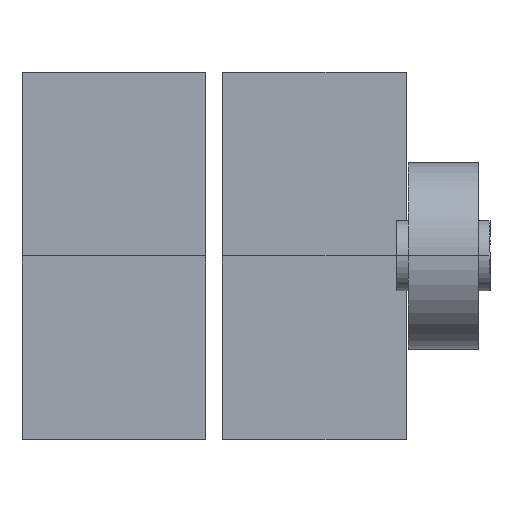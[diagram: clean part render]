
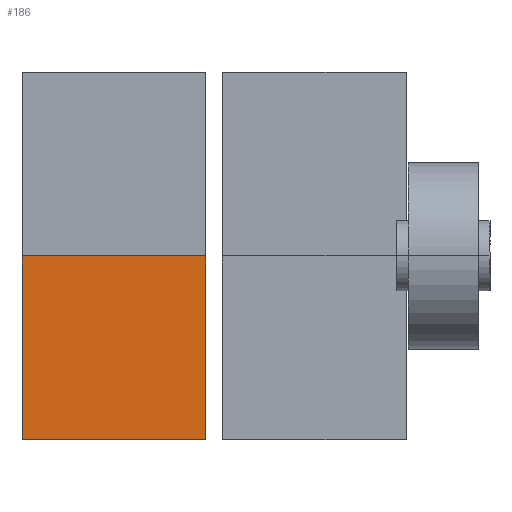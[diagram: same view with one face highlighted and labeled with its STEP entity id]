
A CAD part, top view. The second image highlights one B-rep face of the part: STEP entity #186.
In plain terms, the highlighted free-form (B-spline) face has degree [1, 1] with [2, 2] control points.
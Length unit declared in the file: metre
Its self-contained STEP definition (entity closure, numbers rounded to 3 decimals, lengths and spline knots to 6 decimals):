
#186 = ADVANCED_FACE( '', ( #308 ), #309, .F. );
#308 = FACE_OUTER_BOUND( '', #871, .T. );
#309 = B_SPLINE_SURFACE_WITH_KNOTS( '', 1, 1, ( ( #872, #873 ), ( #874, #875 ) ), .UNSPECIFIED., .F., .F., .F., ( 2, 2 ), ( 2, 2 ), ( 0., 1. ), ( 0., 1. ), .UNSPECIFIED. );
#871 = EDGE_LOOP( '', ( #1138, #1139, #1140, #1141 ) );
#872 = CARTESIAN_POINT( '', ( -0.161105, -0.058725, 0.037038 ) );
#873 = CARTESIAN_POINT( '', ( -0.061105, -0.058725, 0.037038 ) );
#874 = CARTESIAN_POINT( '', ( -0.161105, 0.041275, 0.037038 ) );
#875 = CARTESIAN_POINT( '', ( -0.061105, 0.041275, 0.037038 ) );
#1138 = ORIENTED_EDGE( '', *, *, #1286, .T. );
#1139 = ORIENTED_EDGE( '', *, *, #1288, .T. );
#1140 = ORIENTED_EDGE( '', *, *, #1289, .F. );
#1141 = ORIENTED_EDGE( '', *, *, #1290, .F. );
#1286 = EDGE_CURVE( '', #1481, #1479, #1482, .T. );
#1288 = EDGE_CURVE( '', #1479, #1484, #1485, .T. );
#1289 = EDGE_CURVE( '', #1486, #1484, #1487, .T. );
#1290 = EDGE_CURVE( '', #1481, #1486, #1488, .T. );
#1479 = VERTEX_POINT( '', #2254 );
#1481 = VERTEX_POINT( '', #2257 );
#1482 = B_SPLINE_CURVE_WITH_KNOTS( '', 1, ( #2258, #2259 ), .UNSPECIFIED., .F., .F., ( 2, 2 ), ( 0., 1. ), .UNSPECIFIED. );
#1484 = VERTEX_POINT( '', #2262 );
#1485 = B_SPLINE_CURVE_WITH_KNOTS( '', 1, ( #2263, #2264 ), .UNSPECIFIED., .F., .F., ( 2, 2 ), ( 0., 1. ), .UNSPECIFIED. );
#1486 = VERTEX_POINT( '', #2265 );
#1487 = B_SPLINE_CURVE_WITH_KNOTS( '', 1, ( #2266, #2267 ), .UNSPECIFIED., .F., .F., ( 2, 2 ), ( 0., 1. ), .UNSPECIFIED. );
#1488 = B_SPLINE_CURVE_WITH_KNOTS( '', 1, ( #2268, #2269 ), .UNSPECIFIED., .F., .F., ( 2, 2 ), ( 0., 1. ), .UNSPECIFIED. );
#2254 = CARTESIAN_POINT( '', ( -0.061105, -0.058725, 0.037038 ) );
#2257 = CARTESIAN_POINT( '', ( -0.161105, -0.058725, 0.037038 ) );
#2258 = CARTESIAN_POINT( '', ( -0.161105, -0.058725, 0.037038 ) );
#2259 = CARTESIAN_POINT( '', ( -0.061105, -0.058725, 0.037038 ) );
#2262 = CARTESIAN_POINT( '', ( -0.061105, 0.041275, 0.037038 ) );
#2263 = CARTESIAN_POINT( '', ( -0.061105, -0.058725, 0.037038 ) );
#2264 = CARTESIAN_POINT( '', ( -0.061105, 0.041275, 0.037038 ) );
#2265 = CARTESIAN_POINT( '', ( -0.161105, 0.041275, 0.037038 ) );
#2266 = CARTESIAN_POINT( '', ( -0.161105, 0.041275, 0.037038 ) );
#2267 = CARTESIAN_POINT( '', ( -0.061105, 0.041275, 0.037038 ) );
#2268 = CARTESIAN_POINT( '', ( -0.161105, -0.058725, 0.037038 ) );
#2269 = CARTESIAN_POINT( '', ( -0.161105, 0.041275, 0.037038 ) );
